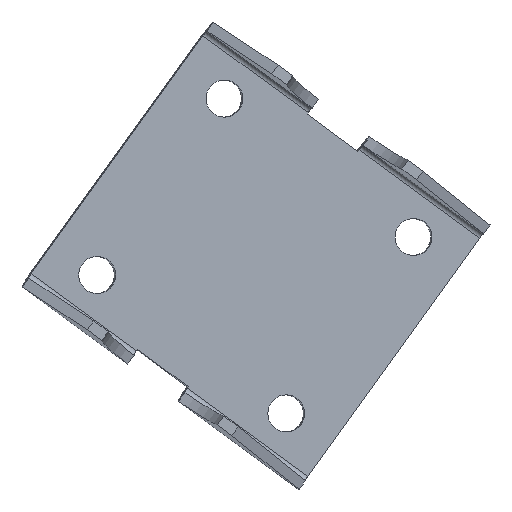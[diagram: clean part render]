
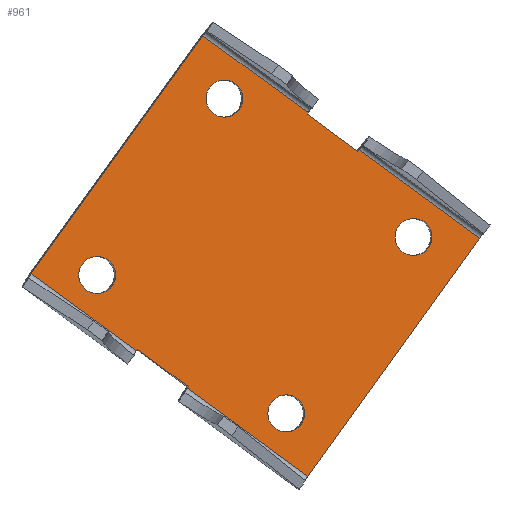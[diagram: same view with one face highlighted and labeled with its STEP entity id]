
A CAD part, top view. The second image highlights one B-rep face of the part: STEP entity #961.
In plain terms, the highlighted planar face has unit normal (0.119, 0, 0.993).
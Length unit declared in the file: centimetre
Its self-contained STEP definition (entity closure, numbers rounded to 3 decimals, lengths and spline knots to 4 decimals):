
#22=FACE_BOUND('',#178,.T.);
#23=FACE_BOUND('',#179,.T.);
#24=FACE_BOUND('',#180,.T.);
#25=FACE_BOUND('',#181,.T.);
#70=CIRCLE('',#1046,0.51);
#71=CIRCLE('',#1047,0.51);
#72=CIRCLE('',#1048,0.51);
#73=CIRCLE('',#1049,0.51);
#115=FACE_OUTER_BOUND('',#177,.T.);
#177=EDGE_LOOP('',(#786,#787,#788,#789,#790,#791,#792,#793,#794,#795,#796,
#797));
#178=EDGE_LOOP('',(#798));
#179=EDGE_LOOP('',(#799));
#180=EDGE_LOOP('',(#800));
#181=EDGE_LOOP('',(#801));
#219=LINE('',#1393,#319);
#228=LINE('',#1415,#328);
#239=LINE('',#1446,#339);
#241=LINE('',#1450,#341);
#243=LINE('',#1454,#343);
#249=LINE('',#1474,#349);
#255=LINE('',#1494,#355);
#257=LINE('',#1498,#357);
#259=LINE('',#1502,#359);
#264=LINE('',#1519,#364);
#278=LINE('',#1551,#378);
#279=LINE('',#1552,#379);
#319=VECTOR('',#1107,4.1282);
#328=VECTOR('',#1134,8.1);
#339=VECTOR('',#1157,0.05);
#341=VECTOR('',#1161,1.7436);
#343=VECTOR('',#1165,0.05);
#349=VECTOR('',#1187,8.1);
#355=VECTOR('',#1209,0.05);
#357=VECTOR('',#1213,1.7436);
#359=VECTOR('',#1217,0.05);
#364=VECTOR('',#1238,4.1282);
#378=VECTOR('',#1272,3.604);
#379=VECTOR('',#1273,3.604);
#418=VERTEX_POINT('',#1389);
#419=VERTEX_POINT('',#1391);
#423=VERTEX_POINT('',#1413);
#437=VERTEX_POINT('',#1445);
#438=VERTEX_POINT('',#1449);
#439=VERTEX_POINT('',#1453);
#444=VERTEX_POINT('',#1469);
#445=VERTEX_POINT('',#1473);
#450=VERTEX_POINT('',#1489);
#451=VERTEX_POINT('',#1493);
#452=VERTEX_POINT('',#1497);
#453=VERTEX_POINT('',#1501);
#466=VERTEX_POINT('',#1553);
#467=VERTEX_POINT('',#1555);
#468=VERTEX_POINT('',#1557);
#469=VERTEX_POINT('',#1559);
#503=EDGE_CURVE('',#419,#418,#219,.T.);
#514=EDGE_CURVE('',#423,#419,#228,.T.);
#529=EDGE_CURVE('',#418,#437,#239,.T.);
#531=EDGE_CURVE('',#437,#438,#241,.T.);
#533=EDGE_CURVE('',#438,#439,#243,.T.);
#543=EDGE_CURVE('',#444,#445,#249,.T.);
#553=EDGE_CURVE('',#450,#451,#255,.T.);
#555=EDGE_CURVE('',#451,#452,#257,.T.);
#557=EDGE_CURVE('',#452,#453,#259,.T.);
#566=EDGE_CURVE('',#453,#423,#264,.T.);
#582=EDGE_CURVE('',#445,#450,#278,.T.);
#583=EDGE_CURVE('',#439,#444,#279,.T.);
#584=EDGE_CURVE('',#466,#466,#70,.T.);
#585=EDGE_CURVE('',#467,#467,#71,.T.);
#586=EDGE_CURVE('',#468,#468,#72,.T.);
#587=EDGE_CURVE('',#469,#469,#73,.T.);
#786=ORIENTED_EDGE('',*,*,#529,.F.);
#787=ORIENTED_EDGE('',*,*,#503,.F.);
#788=ORIENTED_EDGE('',*,*,#514,.F.);
#789=ORIENTED_EDGE('',*,*,#566,.F.);
#790=ORIENTED_EDGE('',*,*,#557,.F.);
#791=ORIENTED_EDGE('',*,*,#555,.F.);
#792=ORIENTED_EDGE('',*,*,#553,.F.);
#793=ORIENTED_EDGE('',*,*,#582,.F.);
#794=ORIENTED_EDGE('',*,*,#543,.F.);
#795=ORIENTED_EDGE('',*,*,#583,.F.);
#796=ORIENTED_EDGE('',*,*,#533,.F.);
#797=ORIENTED_EDGE('',*,*,#531,.F.);
#798=ORIENTED_EDGE('',*,*,#584,.F.);
#799=ORIENTED_EDGE('',*,*,#585,.F.);
#800=ORIENTED_EDGE('',*,*,#586,.F.);
#801=ORIENTED_EDGE('',*,*,#587,.F.);
#911=PLANE('',#1045);
#961=ADVANCED_FACE('',(#115,#22,#23,#24,#25),#911,.T.);
#1045=AXIS2_PLACEMENT_3D('',#1550,#1270,#1271);
#1046=AXIS2_PLACEMENT_3D('',#1554,#1274,#1275);
#1047=AXIS2_PLACEMENT_3D('',#1556,#1276,#1277);
#1048=AXIS2_PLACEMENT_3D('',#1558,#1278,#1279);
#1049=AXIS2_PLACEMENT_3D('',#1560,#1280,#1281);
#1107=DIRECTION('',(-0.803,0.588,0.096));
#1134=DIRECTION('',(-0.584,-0.809,0.07));
#1157=DIRECTION('',(0.584,0.809,-0.07));
#1161=DIRECTION('',(-0.803,0.588,0.096));
#1165=DIRECTION('',(-0.584,-0.809,0.07));
#1187=DIRECTION('',(0.584,0.809,-0.07));
#1209=DIRECTION('',(-0.584,-0.809,0.07));
#1213=DIRECTION('',(0.803,-0.588,-0.096));
#1217=DIRECTION('',(0.584,0.809,-0.07));
#1238=DIRECTION('',(0.803,-0.588,-0.096));
#1270=DIRECTION('center_axis',(0.119,0.,0.993));
#1271=DIRECTION('ref_axis',(0.993,0.,-0.119));
#1272=DIRECTION('',(0.803,-0.588,-0.096));
#1273=DIRECTION('',(-0.803,0.588,0.096));
#1274=DIRECTION('center_axis',(0.119,0.,0.993));
#1275=DIRECTION('ref_axis',(-0.993,0.,0.119));
#1276=DIRECTION('center_axis',(0.119,0.,0.993));
#1277=DIRECTION('ref_axis',(-0.993,0.,0.119));
#1278=DIRECTION('center_axis',(0.119,0.,0.993));
#1279=DIRECTION('ref_axis',(-0.993,0.,0.119));
#1280=DIRECTION('center_axis',(0.119,0.,0.993));
#1281=DIRECTION('ref_axis',(-0.993,0.,0.119));
#1389=CARTESIAN_POINT('',(170.1647,39.3651,39.5439));
#1391=CARTESIAN_POINT('',(173.4807,36.9386,39.146));
#1393=CARTESIAN_POINT('',(173.4807,36.9386,39.146));
#1413=CARTESIAN_POINT('',(178.2078,43.4917,38.5787));
#1415=CARTESIAN_POINT('',(178.2078,43.4917,38.5787));
#1445=CARTESIAN_POINT('',(170.1938,39.4056,39.5404));
#1446=CARTESIAN_POINT('',(170.1647,39.3651,39.5439));
#1449=CARTESIAN_POINT('',(168.7933,40.4304,39.7085));
#1450=CARTESIAN_POINT('',(170.1938,39.4056,39.5404));
#1453=CARTESIAN_POINT('',(168.7641,40.39,39.712));
#1454=CARTESIAN_POINT('',(168.7933,40.4304,39.7085));
#1469=CARTESIAN_POINT('',(165.8692,42.5083,40.0593));
#1473=CARTESIAN_POINT('',(170.5964,49.0614,39.4921));
#1474=CARTESIAN_POINT('',(165.8692,42.5083,40.0593));
#1489=CARTESIAN_POINT('',(173.4913,46.943,39.1447));
#1493=CARTESIAN_POINT('',(173.4621,46.9026,39.1482));
#1494=CARTESIAN_POINT('',(173.4913,46.943,39.1447));
#1497=CARTESIAN_POINT('',(174.8626,45.8777,38.9801));
#1498=CARTESIAN_POINT('',(173.4621,46.9026,39.1482));
#1501=CARTESIAN_POINT('',(174.8918,45.9182,38.9766));
#1502=CARTESIAN_POINT('',(174.8626,45.8777,38.9801));
#1519=CARTESIAN_POINT('',(174.8918,45.9182,38.9766));
#1550=CARTESIAN_POINT('Origin',(7.0935,0.,59.1124));
#1551=CARTESIAN_POINT('',(170.5964,49.0614,39.4921));
#1552=CARTESIAN_POINT('',(168.7641,40.39,39.712));
#1553=CARTESIAN_POINT('',(171.6948,47.3302,39.3603));
#1554=CARTESIAN_POINT('Origin',(171.1885,47.3302,39.421));
#1555=CARTESIAN_POINT('',(168.1933,42.4761,39.7805));
#1556=CARTESIAN_POINT('Origin',(167.6869,42.4761,39.8412));
#1557=CARTESIAN_POINT('',(173.3949,38.6698,39.1563));
#1558=CARTESIAN_POINT('Origin',(172.8886,38.6698,39.217));
#1559=CARTESIAN_POINT('',(176.8965,43.5239,38.7361));
#1560=CARTESIAN_POINT('Origin',(176.3902,43.5239,38.7968));
